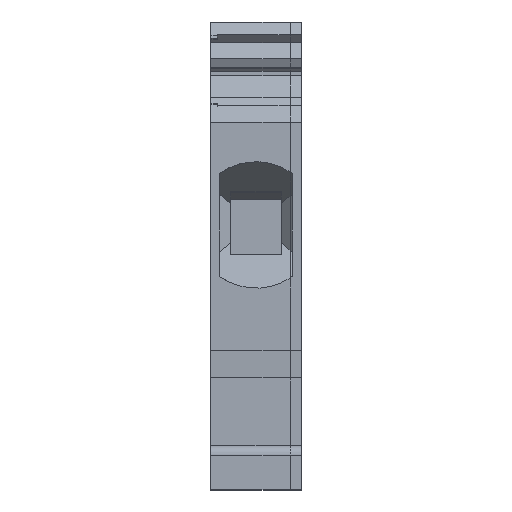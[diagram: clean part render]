
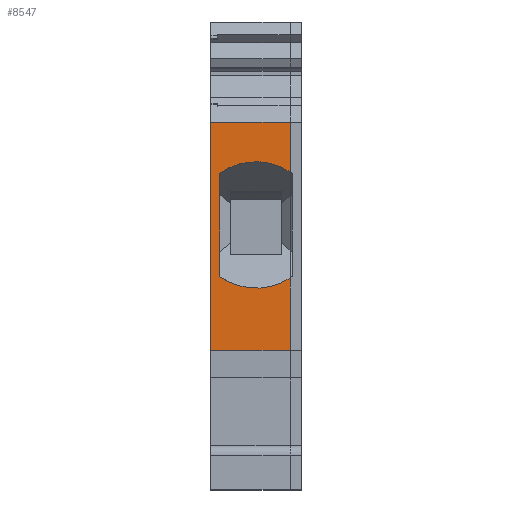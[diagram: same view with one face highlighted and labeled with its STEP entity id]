
A CAD part, front view. The second image highlights one B-rep face of the part: STEP entity #8547.
In plain terms, the highlighted planar face has unit normal (0, -1, 0).
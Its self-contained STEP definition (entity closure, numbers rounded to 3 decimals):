
#2094=AXIS2_PLACEMENT_3D('Plane Axis2P3D',#2091,#2092,#2093) ;
#8515=AXIS2_PLACEMENT_3D('Circle Axis2P3D',#8513,#8514,$) ;
#8529=AXIS2_PLACEMENT_3D('Circle Axis2P3D',#8527,#8528,$) ;
#2091=CARTESIAN_POINT('Axis2P3D Location',(8.15,0.,14.6)) ;
#6069=CARTESIAN_POINT('Vertex',(7.15,0.,33.15)) ;
#6072=CARTESIAN_POINT('Line Origine',(7.15,0.,30.915)) ;
#6076=CARTESIAN_POINT('Vertex',(7.15,0.,28.68)) ;
#6117=CARTESIAN_POINT('Vertex',(7.15,0.,19.12)) ;
#6120=CARTESIAN_POINT('Line Origine',(7.15,0.,15.86)) ;
#6124=CARTESIAN_POINT('Vertex',(7.15,0.,12.6)) ;
#7052=CARTESIAN_POINT('Vertex',(0.,0.,12.6)) ;
#7055=CARTESIAN_POINT('Line Origine',(0.,0.,22.875)) ;
#7059=CARTESIAN_POINT('Vertex',(0.,0.,33.15)) ;
#8501=CARTESIAN_POINT('Line Origine',(3.575,0.,12.6)) ;
#8513=CARTESIAN_POINT('Axis2P3D Location',(4.075,0.,23.8)) ;
#8517=CARTESIAN_POINT('Vertex',(0.8,0.,19.257)) ;
#8520=CARTESIAN_POINT('Line Origine',(0.8,0.,23.9)) ;
#8524=CARTESIAN_POINT('Vertex',(0.8,0.,28.543)) ;
#8527=CARTESIAN_POINT('Axis2P3D Location',(4.075,0.,24.)) ;
#8532=CARTESIAN_POINT('Line Origine',(3.575,0.,33.15)) ;
#2092=DIRECTION('Axis2P3D Direction',(0.,1.,0.)) ;
#2093=DIRECTION('Axis2P3D XDirection',(0.,0.,-1.)) ;
#6073=DIRECTION('Vector Direction',(0.,0.,-1.)) ;
#6121=DIRECTION('Vector Direction',(0.,0.,-1.)) ;
#7056=DIRECTION('Vector Direction',(0.,0.,-1.)) ;
#8502=DIRECTION('Vector Direction',(1.,0.,0.)) ;
#8514=DIRECTION('Axis2P3D Direction',(0.,1.,0.)) ;
#8521=DIRECTION('Vector Direction',(0.,0.,1.)) ;
#8528=DIRECTION('Axis2P3D Direction',(0.,1.,0.)) ;
#8533=DIRECTION('Vector Direction',(1.,0.,0.)) ;
#6074=VECTOR('Line Direction',#6073,1.) ;
#6122=VECTOR('Line Direction',#6121,1.) ;
#7057=VECTOR('Line Direction',#7056,1.) ;
#8503=VECTOR('Line Direction',#8502,1.) ;
#8522=VECTOR('Line Direction',#8521,1.) ;
#8534=VECTOR('Line Direction',#8533,1.) ;
#8538=ORIENTED_EDGE('',*,*,#6126,.F.) ;
#8539=ORIENTED_EDGE('',*,*,#8519,.T.) ;
#8540=ORIENTED_EDGE('',*,*,#8526,.T.) ;
#8541=ORIENTED_EDGE('',*,*,#8531,.T.) ;
#8542=ORIENTED_EDGE('',*,*,#6078,.F.) ;
#8543=ORIENTED_EDGE('',*,*,#8536,.F.) ;
#8544=ORIENTED_EDGE('',*,*,#7061,.T.) ;
#8545=ORIENTED_EDGE('',*,*,#8505,.T.) ;
#8547=ADVANCED_FACE('MANIFOLD_SOLID_BREP #80980',(#8546),#2095,.F.) ;
#8516=CIRCLE('generated circle',#8515,5.6) ;
#8530=CIRCLE('generated circle',#8529,5.6) ;
#6078=EDGE_CURVE('',#6070,#6077,#6075,.T.) ;
#6126=EDGE_CURVE('',#6118,#6125,#6123,.T.) ;
#7061=EDGE_CURVE('',#7060,#7053,#7058,.T.) ;
#8505=EDGE_CURVE('',#7053,#6125,#8504,.T.) ;
#8519=EDGE_CURVE('',#6118,#8518,#8516,.T.) ;
#8526=EDGE_CURVE('',#8518,#8525,#8523,.T.) ;
#8531=EDGE_CURVE('',#8525,#6077,#8530,.T.) ;
#8536=EDGE_CURVE('',#7060,#6070,#8535,.T.) ;
#8537=EDGE_LOOP('',(#8538,#8539,#8540,#8541,#8542,#8543,#8544,#8545)) ;
#8546=FACE_OUTER_BOUND('',#8537,.T.) ;
#6075=LINE('Line',#6072,#6074) ;
#6123=LINE('Line',#6120,#6122) ;
#7058=LINE('Line',#7055,#7057) ;
#8504=LINE('Line',#8501,#8503) ;
#8523=LINE('Line',#8520,#8522) ;
#8535=LINE('Line',#8532,#8534) ;
#2095=PLANE('',#2094) ;
#6070=VERTEX_POINT('',#6069) ;
#6077=VERTEX_POINT('',#6076) ;
#6118=VERTEX_POINT('',#6117) ;
#6125=VERTEX_POINT('',#6124) ;
#7053=VERTEX_POINT('',#7052) ;
#7060=VERTEX_POINT('',#7059) ;
#8518=VERTEX_POINT('',#8517) ;
#8525=VERTEX_POINT('',#8524) ;
